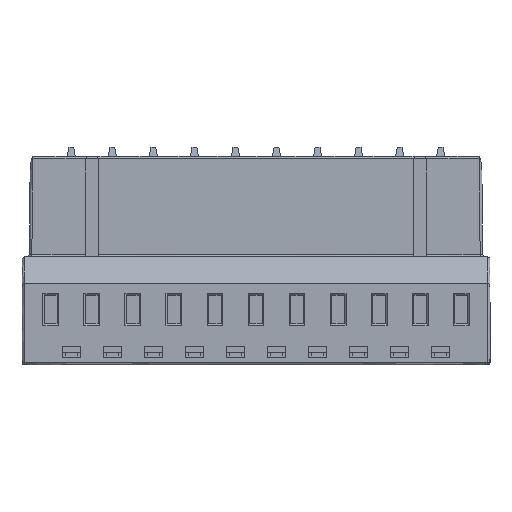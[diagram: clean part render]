
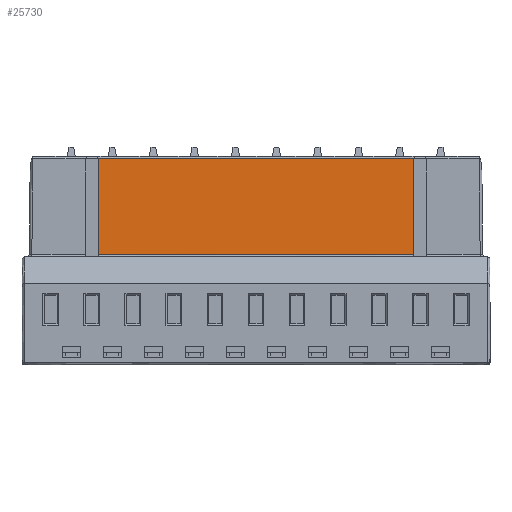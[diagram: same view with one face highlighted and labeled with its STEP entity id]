
A CAD part, front view. The second image highlights one B-rep face of the part: STEP entity #25730.
In plain terms, the highlighted free-form (B-spline) face has degree [1, 1] with [2, 2] control points.
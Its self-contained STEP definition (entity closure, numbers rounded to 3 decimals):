
#21093=CARTESIAN_POINT('',(8.611,3.498,24.445));
#21094=VERTEX_POINT('',#21093);
#21102=CARTESIAN_POINT('',(47.01,3.498,24.445));
#21103=VERTEX_POINT('',#21102);
#21104=CARTESIAN_POINT('',(47.01,3.498,24.445));
#21105=CARTESIAN_POINT('',(8.611,3.498,24.445));
#21106=B_SPLINE_CURVE_WITH_KNOTS('',1,(#21104,#21105),.POLYLINE_FORM.,.F.,.U.,(2,2),(0.,1.),.UNSPECIFIED.);
#21107=EDGE_CURVE('',#21103,#21094,#21106,.T.);
#25703=CARTESIAN_POINT('',(8.611,3.498,24.445));
#25704=CARTESIAN_POINT('',(47.01,3.498,24.445));
#25705=CARTESIAN_POINT('',(8.611,3.402,12.843));
#25706=CARTESIAN_POINT('',(47.01,3.402,12.843));
#25707=B_SPLINE_SURFACE_WITH_KNOTS('',1,1,((#25703,#25704),(#25705,#25706)),.PLANE_SURF.,.F.,.F.,.U.,(2,2),(2,2),(0.,1.),(0.,1.),.UNSPECIFIED.);
#25708=CARTESIAN_POINT('',(8.611,3.402,12.843));
#25709=VERTEX_POINT('',#25708);
#25710=CARTESIAN_POINT('',(8.611,3.498,24.445));
#25711=CARTESIAN_POINT('',(8.611,3.402,12.843));
#25712=B_SPLINE_CURVE_WITH_KNOTS('',1,(#25710,#25711),.POLYLINE_FORM.,.F.,.U.,(2,2),(0.38,0.619),.UNSPECIFIED.);
#25713=EDGE_CURVE('',#21094,#25709,#25712,.T.);
#25714=ORIENTED_EDGE('',*,*,#25713,.T.);
#25715=CARTESIAN_POINT('',(47.01,3.402,12.843));
#25716=VERTEX_POINT('',#25715);
#25717=CARTESIAN_POINT('',(47.01,3.402,12.843));
#25718=CARTESIAN_POINT('',(8.611,3.402,12.843));
#25719=B_SPLINE_CURVE_WITH_KNOTS('',1,(#25717,#25718),.POLYLINE_FORM.,.F.,.U.,(2,2),(0.,1.),.UNSPECIFIED.);
#25720=EDGE_CURVE('',#25716,#25709,#25719,.T.);
#25721=ORIENTED_EDGE('',*,*,#25720,.F.);
#25722=CARTESIAN_POINT('',(47.01,3.402,12.843));
#25723=CARTESIAN_POINT('',(47.01,3.498,24.445));
#25724=B_SPLINE_CURVE_WITH_KNOTS('',1,(#25722,#25723),.POLYLINE_FORM.,.F.,.U.,(2,2),(0.381,0.62),.UNSPECIFIED.);
#25725=EDGE_CURVE('',#25716,#21103,#25724,.T.);
#25726=ORIENTED_EDGE('',*,*,#25725,.T.);
#25727=ORIENTED_EDGE('',*,*,#21107,.T.);
#25728=EDGE_LOOP('',(#25714,#25721,#25726,#25727));
#25729=FACE_OUTER_BOUND('',#25728,.T.);
#25730=ADVANCED_FACE('',(#25729),#25707,.T.);
